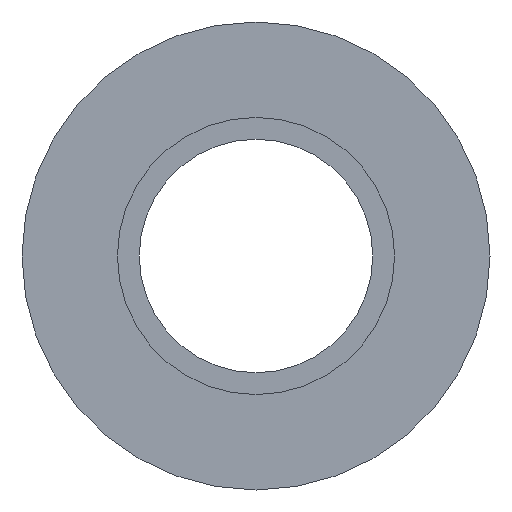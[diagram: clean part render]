
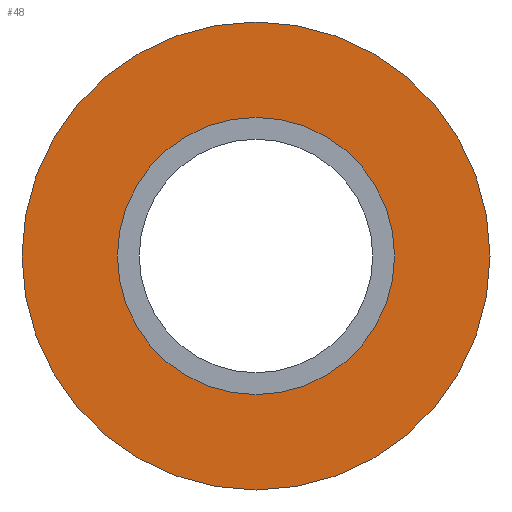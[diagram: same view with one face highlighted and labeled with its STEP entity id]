
A CAD part, front view. The second image highlights one B-rep face of the part: STEP entity #48.
In plain terms, the highlighted planar face has unit normal (0, -1, 0).
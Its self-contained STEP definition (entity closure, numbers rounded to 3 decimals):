
#16 = AXIS2_PLACEMENT_3D ( 'NONE', #373, #372, #78 ) ;
#23 = EDGE_LOOP ( 'NONE', ( #279, #63 ) ) ;
#48 = ADVANCED_FACE ( 'NONE', ( #294, #387 ), #167, .F. ) ;
#52 = VERTEX_POINT ( 'NONE', #99 ) ;
#53 = EDGE_LOOP ( 'NONE', ( #342, #95 ) ) ;
#54 = DIRECTION ( 'NONE',  ( 0., 1., 0. ) ) ;
#57 = CARTESIAN_POINT ( 'NONE',  ( 0., 1.8, -6.35 ) ) ;
#63 = ORIENTED_EDGE ( 'NONE', *, *, #184, .T. ) ;
#65 = CARTESIAN_POINT ( 'NONE',  ( 0., 1.8, 0. ) ) ;
#78 = DIRECTION ( 'NONE',  ( 0., 0., 1. ) ) ;
#90 = EDGE_CURVE ( 'NONE', #246, #52, #289, .T. ) ;
#91 = AXIS2_PLACEMENT_3D ( 'NONE', #330, #300, #93 ) ;
#93 = DIRECTION ( 'NONE',  ( 0., 0., -1. ) ) ;
#95 = ORIENTED_EDGE ( 'NONE', *, *, #158, .T. ) ;
#99 = CARTESIAN_POINT ( 'NONE',  ( 0., 1.8, 10.725 ) ) ;
#104 = DIRECTION ( 'NONE',  ( 0., 0., 1. ) ) ;
#109 = CARTESIAN_POINT ( 'NONE',  ( 0., 1.8, 0. ) ) ;
#122 = DIRECTION ( 'NONE',  ( 0., 1., 0. ) ) ;
#130 = CARTESIAN_POINT ( 'NONE',  ( 0., 1.8, 9.6 ) ) ;
#132 = CARTESIAN_POINT ( 'NONE',  ( 0., 1.8, 6.35 ) ) ;
#134 = AXIS2_PLACEMENT_3D ( 'NONE', #109, #148, #229 ) ;
#141 = VERTEX_POINT ( 'NONE', #57 ) ;
#148 = DIRECTION ( 'NONE',  ( 0., -1., 0. ) ) ;
#151 = DIRECTION ( 'NONE',  ( 0., 0., 1. ) ) ;
#158 = EDGE_CURVE ( 'NONE', #52, #246, #243, .T. ) ;
#167 = PLANE ( 'NONE',  #197 ) ;
#174 = CIRCLE ( 'NONE', #16, 6.35 ) ;
#184 = EDGE_CURVE ( 'NONE', #141, #315, #252, .T. ) ;
#197 = AXIS2_PLACEMENT_3D ( 'NONE', #130, #122, #104 ) ;
#229 = DIRECTION ( 'NONE',  ( 0., 0., -1. ) ) ;
#243 = CIRCLE ( 'NONE', #134, 10.725 ) ;
#246 = VERTEX_POINT ( 'NONE', #296 ) ;
#252 = CIRCLE ( 'NONE', #360, 6.35 ) ;
#279 = ORIENTED_EDGE ( 'NONE', *, *, #362, .T. ) ;
#289 = CIRCLE ( 'NONE', #91, 10.725 ) ;
#294 = FACE_BOUND ( 'NONE', #23, .T. ) ;
#296 = CARTESIAN_POINT ( 'NONE',  ( 0., 1.8, -10.725 ) ) ;
#300 = DIRECTION ( 'NONE',  ( 0., -1., 0. ) ) ;
#315 = VERTEX_POINT ( 'NONE', #132 ) ;
#330 = CARTESIAN_POINT ( 'NONE',  ( 0., 1.8, 0. ) ) ;
#342 = ORIENTED_EDGE ( 'NONE', *, *, #90, .T. ) ;
#360 = AXIS2_PLACEMENT_3D ( 'NONE', #65, #54, #151 ) ;
#362 = EDGE_CURVE ( 'NONE', #315, #141, #174, .T. ) ;
#372 = DIRECTION ( 'NONE',  ( 0., 1., 0. ) ) ;
#373 = CARTESIAN_POINT ( 'NONE',  ( 0., 1.8, 0. ) ) ;
#387 = FACE_OUTER_BOUND ( 'NONE', #53, .T. ) ;
